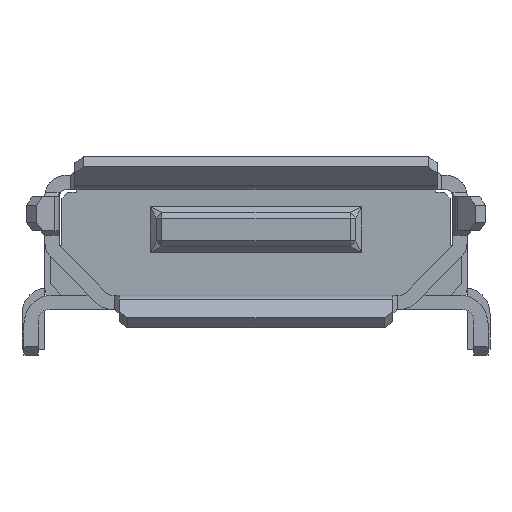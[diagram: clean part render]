
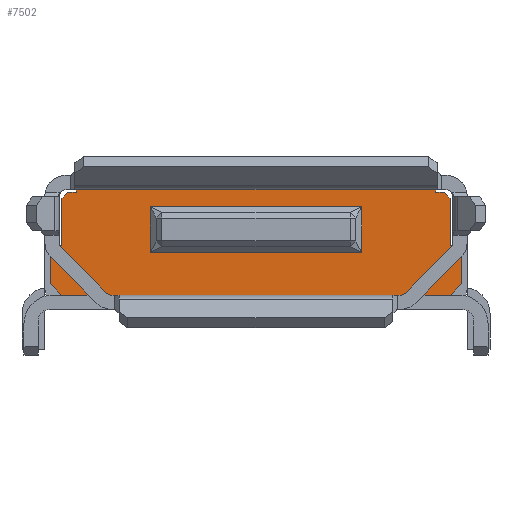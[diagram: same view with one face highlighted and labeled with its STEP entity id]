
A CAD part, left-side view. The second image highlights one B-rep face of the part: STEP entity #7502.
In plain terms, the highlighted planar face has unit normal (-1, 0, 0).
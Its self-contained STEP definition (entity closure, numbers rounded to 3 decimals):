
#42=FACE_BOUND('',#798,.T.);
#91=PLANE('',#7907);
#425=FACE_OUTER_BOUND('',#797,.T.);
#797=EDGE_LOOP('',(#5273,#5274,#5275,#5276,#5277,#5278,#5279,#5280,#5281,
#5282,#5283,#5284,#5285,#5286,#5287,#5288,#5289,#5290,#5291,#5292,#5293,
#5294,#5295,#5296));
#798=EDGE_LOOP('',(#5297,#5298,#5299,#5300));
#1300=LINE('',#10630,#2268);
#1304=LINE('',#10638,#2272);
#1362=LINE('',#10762,#2330);
#1387=LINE('',#10807,#2355);
#1389=LINE('',#10810,#2357);
#1391=LINE('',#10813,#2359);
#1393=LINE('',#10819,#2361);
#1394=LINE('',#10821,#2362);
#1395=LINE('',#10823,#2363);
#1396=LINE('',#10825,#2364);
#1397=LINE('',#10827,#2365);
#1398=LINE('',#10829,#2366);
#1399=LINE('',#10830,#2367);
#1400=LINE('',#10832,#2368);
#1401=LINE('',#10834,#2369);
#1402=LINE('',#10835,#2370);
#1403=LINE('',#10837,#2371);
#1404=LINE('',#10839,#2372);
#1405=LINE('',#10841,#2373);
#1406=LINE('',#10843,#2374);
#1407=LINE('',#10845,#2375);
#1408=LINE('',#10847,#2376);
#1409=LINE('',#10849,#2377);
#1410=LINE('',#10851,#2378);
#1411=LINE('',#10853,#2379);
#1412=LINE('',#10855,#2380);
#1413=LINE('',#10857,#2381);
#1414=LINE('',#10858,#2382);
#2268=VECTOR('',#8571,1.);
#2272=VECTOR('',#8575,1.);
#2330=VECTOR('',#8671,1.);
#2355=VECTOR('',#8718,1.);
#2357=VECTOR('',#8722,1.);
#2359=VECTOR('',#8726,1.);
#2361=VECTOR('',#8732,1.);
#2362=VECTOR('',#8733,1.);
#2363=VECTOR('',#8734,1.);
#2364=VECTOR('',#8735,1.);
#2365=VECTOR('',#8736,1.);
#2366=VECTOR('',#8737,1.);
#2367=VECTOR('',#8738,1.);
#2368=VECTOR('',#8739,1.);
#2369=VECTOR('',#8740,1.);
#2370=VECTOR('',#8741,1.);
#2371=VECTOR('',#8742,1.);
#2372=VECTOR('',#8743,1.);
#2373=VECTOR('',#8744,1.);
#2374=VECTOR('',#8745,1.);
#2375=VECTOR('',#8746,1.);
#2376=VECTOR('',#8747,1.);
#2377=VECTOR('',#8748,1.);
#2378=VECTOR('',#8749,1.);
#2379=VECTOR('',#8750,1.);
#2380=VECTOR('',#8751,1.);
#2381=VECTOR('',#8752,1.);
#2382=VECTOR('',#8753,1.);
#3317=VERTEX_POINT('',#10627);
#3318=VERTEX_POINT('',#10629);
#3321=VERTEX_POINT('',#10635);
#3322=VERTEX_POINT('',#10637);
#3355=VERTEX_POINT('',#10724);
#3358=VERTEX_POINT('',#10731);
#3363=VERTEX_POINT('',#10741);
#3367=VERTEX_POINT('',#10755);
#3379=VERTEX_POINT('',#10817);
#3380=VERTEX_POINT('',#10818);
#3381=VERTEX_POINT('',#10820);
#3382=VERTEX_POINT('',#10822);
#3383=VERTEX_POINT('',#10824);
#3384=VERTEX_POINT('',#10826);
#3385=VERTEX_POINT('',#10828);
#3386=VERTEX_POINT('',#10831);
#3387=VERTEX_POINT('',#10833);
#3388=VERTEX_POINT('',#10836);
#3389=VERTEX_POINT('',#10838);
#3390=VERTEX_POINT('',#10840);
#3391=VERTEX_POINT('',#10842);
#3392=VERTEX_POINT('',#10844);
#3393=VERTEX_POINT('',#10846);
#3394=VERTEX_POINT('',#10848);
#3395=VERTEX_POINT('',#10850);
#3396=VERTEX_POINT('',#10852);
#3397=VERTEX_POINT('',#10854);
#3398=VERTEX_POINT('',#10856);
#4030=EDGE_CURVE('',#3317,#3318,#1300,.T.);
#4034=EDGE_CURVE('',#3321,#3322,#1304,.T.);
#4096=EDGE_CURVE('',#3367,#3363,#1362,.T.);
#4121=EDGE_CURVE('',#3358,#3367,#1387,.T.);
#4123=EDGE_CURVE('',#3363,#3355,#1389,.T.);
#4125=EDGE_CURVE('',#3355,#3358,#1391,.T.);
#4127=EDGE_CURVE('',#3379,#3380,#1393,.T.);
#4128=EDGE_CURVE('',#3379,#3381,#1394,.T.);
#4129=EDGE_CURVE('',#3382,#3381,#1395,.T.);
#4130=EDGE_CURVE('',#3382,#3383,#1396,.T.);
#4131=EDGE_CURVE('',#3384,#3383,#1397,.T.);
#4132=EDGE_CURVE('',#3384,#3385,#1398,.T.);
#4133=EDGE_CURVE('',#3322,#3385,#1399,.T.);
#4134=EDGE_CURVE('',#3386,#3321,#1400,.T.);
#4135=EDGE_CURVE('',#3386,#3387,#1401,.T.);
#4136=EDGE_CURVE('',#3318,#3387,#1402,.T.);
#4137=EDGE_CURVE('',#3388,#3317,#1403,.T.);
#4138=EDGE_CURVE('',#3389,#3388,#1404,.T.);
#4139=EDGE_CURVE('',#3390,#3389,#1405,.T.);
#4140=EDGE_CURVE('',#3391,#3390,#1406,.T.);
#4141=EDGE_CURVE('',#3391,#3392,#1407,.T.);
#4142=EDGE_CURVE('',#3392,#3393,#1408,.T.);
#4143=EDGE_CURVE('',#3394,#3393,#1409,.T.);
#4144=EDGE_CURVE('',#3394,#3395,#1410,.T.);
#4145=EDGE_CURVE('',#3396,#3395,#1411,.T.);
#4146=EDGE_CURVE('',#3397,#3396,#1412,.T.);
#4147=EDGE_CURVE('',#3397,#3398,#1413,.T.);
#4148=EDGE_CURVE('',#3398,#3380,#1414,.T.);
#5273=ORIENTED_EDGE('',*,*,#4127,.F.);
#5274=ORIENTED_EDGE('',*,*,#4128,.T.);
#5275=ORIENTED_EDGE('',*,*,#4129,.F.);
#5276=ORIENTED_EDGE('',*,*,#4130,.T.);
#5277=ORIENTED_EDGE('',*,*,#4131,.F.);
#5278=ORIENTED_EDGE('',*,*,#4132,.T.);
#5279=ORIENTED_EDGE('',*,*,#4133,.F.);
#5280=ORIENTED_EDGE('',*,*,#4034,.F.);
#5281=ORIENTED_EDGE('',*,*,#4134,.F.);
#5282=ORIENTED_EDGE('',*,*,#4135,.T.);
#5283=ORIENTED_EDGE('',*,*,#4136,.F.);
#5284=ORIENTED_EDGE('',*,*,#4030,.F.);
#5285=ORIENTED_EDGE('',*,*,#4137,.F.);
#5286=ORIENTED_EDGE('',*,*,#4138,.F.);
#5287=ORIENTED_EDGE('',*,*,#4139,.F.);
#5288=ORIENTED_EDGE('',*,*,#4140,.F.);
#5289=ORIENTED_EDGE('',*,*,#4141,.T.);
#5290=ORIENTED_EDGE('',*,*,#4142,.T.);
#5291=ORIENTED_EDGE('',*,*,#4143,.F.);
#5292=ORIENTED_EDGE('',*,*,#4144,.T.);
#5293=ORIENTED_EDGE('',*,*,#4145,.F.);
#5294=ORIENTED_EDGE('',*,*,#4146,.F.);
#5295=ORIENTED_EDGE('',*,*,#4147,.T.);
#5296=ORIENTED_EDGE('',*,*,#4148,.T.);
#5297=ORIENTED_EDGE('',*,*,#4096,.F.);
#5298=ORIENTED_EDGE('',*,*,#4121,.F.);
#5299=ORIENTED_EDGE('',*,*,#4125,.F.);
#5300=ORIENTED_EDGE('',*,*,#4123,.F.);
#7502=ADVANCED_FACE('',(#425,#42),#91,.T.);
#7907=AXIS2_PLACEMENT_3D('',#10816,#8730,#8731);
#8571=DIRECTION('',(0.,1.,0.));
#8575=DIRECTION('',(0.,1.,0.));
#8671=DIRECTION('',(0.,0.,1.));
#8718=DIRECTION('',(0.,-1.,0.));
#8722=DIRECTION('',(0.,1.,0.));
#8726=DIRECTION('',(0.,0.,-1.));
#8730=DIRECTION('center_axis',(-1.,0.,0.));
#8731=DIRECTION('ref_axis',(0.,0.,-1.));
#8732=DIRECTION('',(0.,-0.707,0.707));
#8733=DIRECTION('',(0.,0.,-1.));
#8734=DIRECTION('',(0.,-1.,0.));
#8735=DIRECTION('',(0.,0.,-1.));
#8736=DIRECTION('',(0.,0.707,0.707));
#8737=DIRECTION('',(0.,-1.,0.));
#8738=DIRECTION('',(0.,0.,-1.));
#8739=DIRECTION('',(0.,0.,1.));
#8740=DIRECTION('',(0.,-1.,0.));
#8741=DIRECTION('',(0.,0.,-1.));
#8742=DIRECTION('',(0.,0.,1.));
#8743=DIRECTION('',(0.,1.,0.));
#8744=DIRECTION('',(0.,0.707,-0.707));
#8745=DIRECTION('',(0.,0.,-1.));
#8746=DIRECTION('',(0.,1.,0.));
#8747=DIRECTION('',(0.,0.,1.));
#8748=DIRECTION('',(0.,-0.707,-0.707));
#8749=DIRECTION('',(0.,1.,0.));
#8750=DIRECTION('',(0.,0.,-1.));
#8751=DIRECTION('',(0.,-1.,0.));
#8752=DIRECTION('',(0.,0.,-1.));
#8753=DIRECTION('',(0.,1.,0.));
#10627=CARTESIAN_POINT('',(1.012,-2.075,0.25));
#10629=CARTESIAN_POINT('',(1.012,-1.375,0.25));
#10630=CARTESIAN_POINT('',(1.012,-3.063,0.25));
#10635=CARTESIAN_POINT('',(1.012,1.375,0.25));
#10637=CARTESIAN_POINT('',(1.012,2.075,0.25));
#10638=CARTESIAN_POINT('',(1.012,0.538,0.25));
#10724=CARTESIAN_POINT('',(1.012,1.85,1.8));
#10731=CARTESIAN_POINT('',(1.012,1.85,1.));
#10741=CARTESIAN_POINT('',(1.012,-1.85,1.8));
#10755=CARTESIAN_POINT('',(1.012,-1.85,1.));
#10762=CARTESIAN_POINT('',(1.012,-1.85,1.079));
#10807=CARTESIAN_POINT('',(1.012,0.875,1.));
#10810=CARTESIAN_POINT('',(1.012,-0.875,1.8));
#10813=CARTESIAN_POINT('',(1.012,1.85,1.379));
#10816=CARTESIAN_POINT('Origin',(1.012,0.,1.059));
#10817=CARTESIAN_POINT('',(1.012,3.4,1.95));
#10818=CARTESIAN_POINT('',(1.012,3.3,2.05));
#10819=CARTESIAN_POINT('',(1.012,2.748,2.602));
#10820=CARTESIAN_POINT('',(1.012,3.4,1.125));
#10821=CARTESIAN_POINT('',(1.012,3.4,2.05));
#10822=CARTESIAN_POINT('',(1.012,3.6,1.125));
#10823=CARTESIAN_POINT('',(1.012,3.6,1.125));
#10824=CARTESIAN_POINT('',(1.012,3.6,0.45));
#10825=CARTESIAN_POINT('',(1.012,3.6,1.125));
#10826=CARTESIAN_POINT('',(1.012,3.2,0.05));
#10827=CARTESIAN_POINT('',(1.012,2.752,-0.398));
#10828=CARTESIAN_POINT('',(1.012,2.075,0.05));
#10829=CARTESIAN_POINT('',(1.012,3.6,0.05));
#10830=CARTESIAN_POINT('',(1.012,2.075,0.025));
#10831=CARTESIAN_POINT('',(1.012,1.375,0.05));
#10832=CARTESIAN_POINT('',(1.012,1.375,0.529));
#10833=CARTESIAN_POINT('',(1.012,-1.375,0.05));
#10834=CARTESIAN_POINT('',(1.012,1.75,0.05));
#10835=CARTESIAN_POINT('',(1.012,-1.375,0.529));
#10836=CARTESIAN_POINT('',(1.012,-2.075,0.05));
#10837=CARTESIAN_POINT('',(1.012,-2.075,0.025));
#10838=CARTESIAN_POINT('',(1.012,-3.2,0.05));
#10839=CARTESIAN_POINT('',(1.012,-3.6,0.05));
#10840=CARTESIAN_POINT('',(1.012,-3.6,0.45));
#10841=CARTESIAN_POINT('',(1.012,-2.752,-0.398));
#10842=CARTESIAN_POINT('',(1.012,-3.6,1.125));
#10843=CARTESIAN_POINT('',(1.012,-3.6,1.125));
#10844=CARTESIAN_POINT('',(1.012,-3.4,1.125));
#10845=CARTESIAN_POINT('',(1.012,-3.6,1.125));
#10846=CARTESIAN_POINT('',(1.012,-3.4,1.95));
#10847=CARTESIAN_POINT('',(1.012,-3.4,0.3));
#10848=CARTESIAN_POINT('',(1.012,-3.3,2.05));
#10849=CARTESIAN_POINT('',(1.012,-2.748,2.602));
#10850=CARTESIAN_POINT('',(1.012,-3.15,2.05));
#10851=CARTESIAN_POINT('',(1.012,-3.4,2.05));
#10852=CARTESIAN_POINT('',(1.012,-3.15,2.1));
#10853=CARTESIAN_POINT('',(1.012,-3.15,2.3));
#10854=CARTESIAN_POINT('',(1.012,3.15,2.1));
#10855=CARTESIAN_POINT('',(1.012,0.088,2.1));
#10856=CARTESIAN_POINT('',(1.012,3.15,2.05));
#10857=CARTESIAN_POINT('',(1.012,3.15,2.3));
#10858=CARTESIAN_POINT('',(1.012,2.673,2.05));
